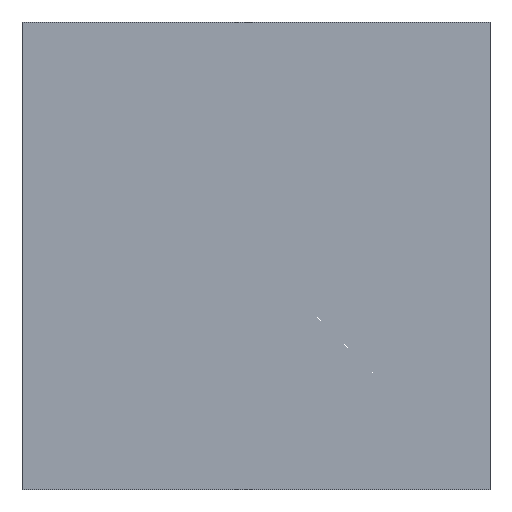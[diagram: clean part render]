
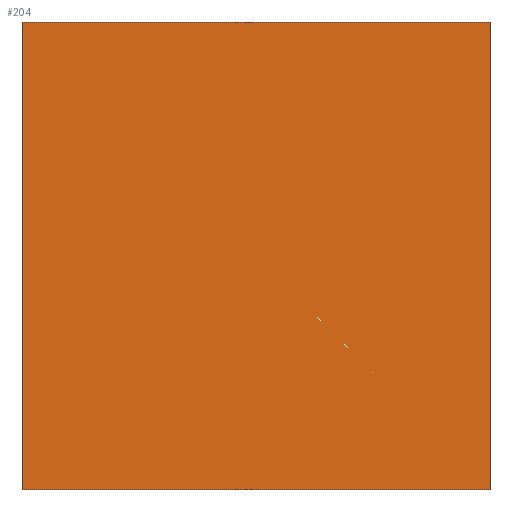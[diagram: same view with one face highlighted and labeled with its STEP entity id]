
A CAD part, front view. The second image highlights one B-rep face of the part: STEP entity #204.
In plain terms, the highlighted planar face has unit normal (0, -1, 0).
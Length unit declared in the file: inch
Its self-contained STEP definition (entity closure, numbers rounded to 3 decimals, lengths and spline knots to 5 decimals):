
#2 = DIRECTION ( 'NONE',  ( 0., 0., -1. ) ) ;
#3 = PLANE ( 'NONE',  #211 ) ;
#5 = CARTESIAN_POINT ( 'NONE',  ( 12., -0.125, 12. ) ) ;
#19 = VECTOR ( 'NONE', #2, 39.37008 ) ;
#25 = DIRECTION ( 'NONE',  ( 1., 0., 0. ) ) ;
#54 = DIRECTION ( 'NONE',  ( 1., 0., 0. ) ) ;
#77 = ORIENTED_EDGE ( 'NONE', *, *, #238, .T. ) ;
#80 = EDGE_LOOP ( 'NONE', ( #77, #231, #94, #114 ) ) ;
#86 = LINE ( 'NONE', #107, #226 ) ;
#91 = LINE ( 'NONE', #112, #168 ) ;
#92 = CARTESIAN_POINT ( 'NONE',  ( 12., -0.125, -12. ) ) ;
#94 = ORIENTED_EDGE ( 'NONE', *, *, #232, .F. ) ;
#98 = VERTEX_POINT ( 'NONE', #92 ) ;
#105 = LINE ( 'NONE', #137, #140 ) ;
#107 = CARTESIAN_POINT ( 'NONE',  ( 12., -0.125, 12. ) ) ;
#109 = CARTESIAN_POINT ( 'NONE',  ( -12., -0.125, 12. ) ) ;
#112 = CARTESIAN_POINT ( 'NONE',  ( 12., -0.125, 12. ) ) ;
#114 = ORIENTED_EDGE ( 'NONE', *, *, #216, .T. ) ;
#125 = VERTEX_POINT ( 'NONE', #188 ) ;
#129 = DIRECTION ( 'NONE',  ( 0., 0., 1. ) ) ;
#131 = CARTESIAN_POINT ( 'NONE',  ( 12., -0.125, 12. ) ) ;
#137 = CARTESIAN_POINT ( 'NONE',  ( 12., -0.125, -12. ) ) ;
#138 = FACE_OUTER_BOUND ( 'NONE', #80, .T. ) ;
#140 = VECTOR ( 'NONE', #25, 39.37008 ) ;
#150 = DIRECTION ( 'NONE',  ( 0., 1., 0. ) ) ;
#159 = EDGE_CURVE ( 'NONE', #218, #98, #91, .T. ) ;
#168 = VECTOR ( 'NONE', #210, 39.37008 ) ;
#178 = VERTEX_POINT ( 'NONE', #185 ) ;
#185 = CARTESIAN_POINT ( 'NONE',  ( -12., -0.125, 12. ) ) ;
#188 = CARTESIAN_POINT ( 'NONE',  ( -12., -0.125, -12. ) ) ;
#201 = LINE ( 'NONE', #109, #19 ) ;
#204 = ADVANCED_FACE ( 'NONE', ( #138 ), #3, .F. ) ;
#210 = DIRECTION ( 'NONE',  ( 0., 0., -1. ) ) ;
#211 = AXIS2_PLACEMENT_3D ( 'NONE', #5, #150, #129 ) ;
#216 = EDGE_CURVE ( 'NONE', #178, #125, #201, .T. ) ;
#218 = VERTEX_POINT ( 'NONE', #131 ) ;
#226 = VECTOR ( 'NONE', #54, 39.37008 ) ;
#231 = ORIENTED_EDGE ( 'NONE', *, *, #159, .F. ) ;
#232 = EDGE_CURVE ( 'NONE', #178, #218, #86, .T. ) ;
#238 = EDGE_CURVE ( 'NONE', #125, #98, #105, .T. ) ;
